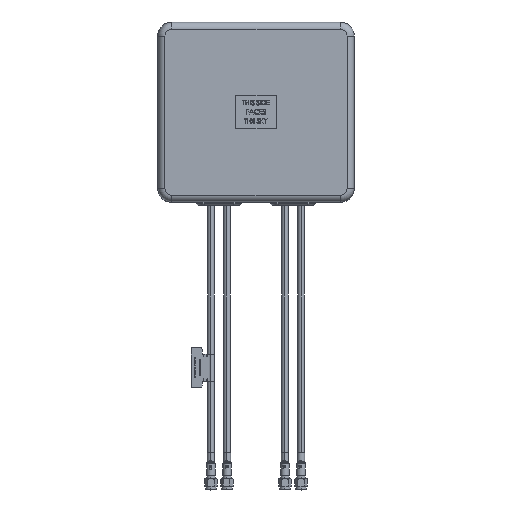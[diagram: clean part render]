
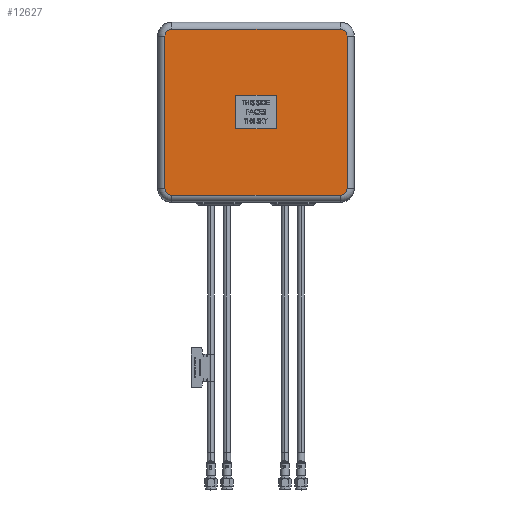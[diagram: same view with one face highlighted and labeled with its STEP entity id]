
A CAD part, top view. The second image highlights one B-rep face of the part: STEP entity #12627.
In plain terms, the highlighted planar face has unit normal (0, 0, 1).
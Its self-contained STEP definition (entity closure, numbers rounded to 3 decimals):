
#2068 = DIRECTION ( 'NONE',  ( 0., 0., 1. ) ) ;
#2376 = CARTESIAN_POINT ( 'NONE',  ( -62.5, -56.5, 15. ) ) ;
#2638 = AXIS2_PLACEMENT_3D ( 'NONE', #23118, #28344, #5816 ) ;
#3231 = CARTESIAN_POINT ( 'NONE',  ( -62.5, 56.5, 15. ) ) ;
#3695 = CARTESIAN_POINT ( 'NONE',  ( -62.5, -61.671, 15. ) ) ;
#4165 = CIRCLE ( 'NONE', #16242, 5.172 ) ;
#4601 = LINE ( 'NONE', #11806, #15001 ) ;
#4621 = VERTEX_POINT ( 'NONE', #17298 ) ;
#5095 = LINE ( 'NONE', #25030, #24613 ) ;
#5325 = CARTESIAN_POINT ( 'NONE',  ( 0., 61.672, 15. ) ) ;
#5375 = CARTESIAN_POINT ( 'NONE',  ( 0., 0., 15. ) ) ;
#5816 = DIRECTION ( 'NONE',  ( 0., -1., 0. ) ) ;
#6328 = DIRECTION ( 'NONE',  ( 1., 0., 0. ) ) ;
#6688 = ORIENTED_EDGE ( 'NONE', *, *, #31093, .T. ) ;
#6890 = PLANE ( 'NONE',  #15216 ) ;
#7710 = ORIENTED_EDGE ( 'NONE', *, *, #17698, .T. ) ;
#9501 = EDGE_LOOP ( 'NONE', ( #21878, #28810, #25539, #16230, #13938, #7710, #6688, #27496 ) ) ;
#10735 = DIRECTION ( 'NONE',  ( 0., -1., 0. ) ) ;
#11185 = CARTESIAN_POINT ( 'NONE',  ( 0., -61.671, 15. ) ) ;
#11348 = VERTEX_POINT ( 'NONE', #28796 ) ;
#11806 = CARTESIAN_POINT ( 'NONE',  ( -67.672, 0., 15. ) ) ;
#12090 = CARTESIAN_POINT ( 'NONE',  ( 62.5, 61.672, 15. ) ) ;
#12519 = VERTEX_POINT ( 'NONE', #24009 ) ;
#12544 = DIRECTION ( 'NONE',  ( -1., 0., 0. ) ) ;
#12627 = ADVANCED_FACE ( 'NONE', ( #29252 ), #6890, .T. ) ;
#12840 = EDGE_CURVE ( 'NONE', #18480, #11348, #4165, .T. ) ;
#12986 = DIRECTION ( 'NONE',  ( 0., 1., 0. ) ) ;
#13019 = CARTESIAN_POINT ( 'NONE',  ( 67.672, 56.5, 15. ) ) ;
#13033 = CARTESIAN_POINT ( 'NONE',  ( -62.5, 61.672, 15. ) ) ;
#13267 = DIRECTION ( 'NONE',  ( 0., 0., 1. ) ) ;
#13938 = ORIENTED_EDGE ( 'NONE', *, *, #27621, .T. ) ;
#14146 = EDGE_CURVE ( 'NONE', #20601, #18480, #27720, .T. ) ;
#14942 = AXIS2_PLACEMENT_3D ( 'NONE', #2376, #2068, #17658 ) ;
#15001 = VECTOR ( 'NONE', #21783, 1000. ) ;
#15014 = CARTESIAN_POINT ( 'NONE',  ( -67.672, -56.5, 15. ) ) ;
#15216 = AXIS2_PLACEMENT_3D ( 'NONE', #5375, #24649, #27600 ) ;
#15832 = LINE ( 'NONE', #11185, #16158 ) ;
#16158 = VECTOR ( 'NONE', #6328, 1000. ) ;
#16230 = ORIENTED_EDGE ( 'NONE', *, *, #23301, .T. ) ;
#16242 = AXIS2_PLACEMENT_3D ( 'NONE', #3231, #13267, #10735 ) ;
#16533 = EDGE_CURVE ( 'NONE', #11348, #30007, #4601, .T. ) ;
#16815 = CIRCLE ( 'NONE', #2638, 5.172 ) ;
#17298 = CARTESIAN_POINT ( 'NONE',  ( 62.5, -61.671, 15. ) ) ;
#17658 = DIRECTION ( 'NONE',  ( 0., -1., 0. ) ) ;
#17698 = EDGE_CURVE ( 'NONE', #4621, #12519, #16815, .T. ) ;
#18480 = VERTEX_POINT ( 'NONE', #13033 ) ;
#18909 = CIRCLE ( 'NONE', #28761, 5.172 ) ;
#20601 = VERTEX_POINT ( 'NONE', #12090 ) ;
#20774 = EDGE_CURVE ( 'NONE', #25494, #20601, #18909, .T. ) ;
#21610 = VERTEX_POINT ( 'NONE', #3695 ) ;
#21783 = DIRECTION ( 'NONE',  ( 0., -1., 0. ) ) ;
#21878 = ORIENTED_EDGE ( 'NONE', *, *, #14146, .T. ) ;
#23118 = CARTESIAN_POINT ( 'NONE',  ( 62.5, -56.5, 15. ) ) ;
#23301 = EDGE_CURVE ( 'NONE', #30007, #21610, #31588, .T. ) ;
#24009 = CARTESIAN_POINT ( 'NONE',  ( 67.672, -56.5, 15. ) ) ;
#24125 = DIRECTION ( 'NONE',  ( 0., 0., 1. ) ) ;
#24613 = VECTOR ( 'NONE', #12986, 1000. ) ;
#24649 = DIRECTION ( 'NONE',  ( 0., 0., 1. ) ) ;
#25030 = CARTESIAN_POINT ( 'NONE',  ( 67.672, 0., 15. ) ) ;
#25494 = VERTEX_POINT ( 'NONE', #13019 ) ;
#25539 = ORIENTED_EDGE ( 'NONE', *, *, #16533, .T. ) ;
#27193 = VECTOR ( 'NONE', #12544, 1000. ) ;
#27496 = ORIENTED_EDGE ( 'NONE', *, *, #20774, .T. ) ;
#27600 = DIRECTION ( 'NONE',  ( 0., -1., 0. ) ) ;
#27621 = EDGE_CURVE ( 'NONE', #21610, #4621, #15832, .T. ) ;
#27720 = LINE ( 'NONE', #5325, #27193 ) ;
#28344 = DIRECTION ( 'NONE',  ( 0., 0., 1. ) ) ;
#28761 = AXIS2_PLACEMENT_3D ( 'NONE', #28876, #24125, #31012 ) ;
#28796 = CARTESIAN_POINT ( 'NONE',  ( -67.672, 56.5, 15. ) ) ;
#28810 = ORIENTED_EDGE ( 'NONE', *, *, #12840, .T. ) ;
#28876 = CARTESIAN_POINT ( 'NONE',  ( 62.5, 56.5, 15. ) ) ;
#29252 = FACE_OUTER_BOUND ( 'NONE', #9501, .T. ) ;
#30007 = VERTEX_POINT ( 'NONE', #15014 ) ;
#31012 = DIRECTION ( 'NONE',  ( 0., -1., 0. ) ) ;
#31093 = EDGE_CURVE ( 'NONE', #12519, #25494, #5095, .T. ) ;
#31588 = CIRCLE ( 'NONE', #14942, 5.172 ) ;
